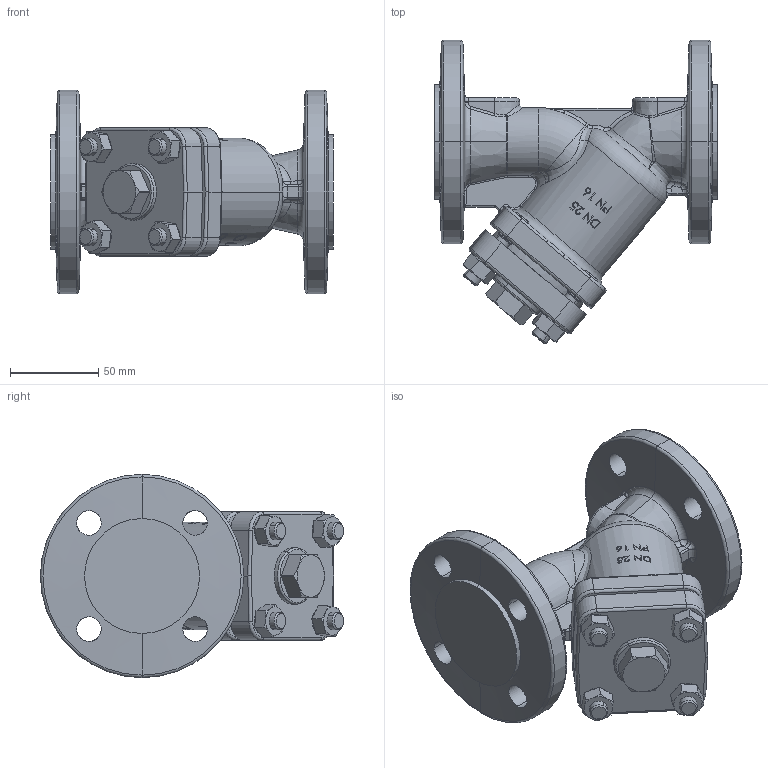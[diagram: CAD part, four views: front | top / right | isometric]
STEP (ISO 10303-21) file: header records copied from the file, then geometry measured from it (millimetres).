
FILE_DESCRIPTION (( 'STEP AP214' ), '1' );
FILE_NAME ('FP110-Y-Schmutzfänger-DN25-PN16-Fergo.STEP', '2022-11-14T13:09:23', ( '' ), ( '' ), 'SwSTEP 2.0', 'SolidWorks 2022', '' );
FILE_SCHEMA (( 'AUTOMOTIVE_DESIGN' ));
Length unit declared in the file: millimetre
Products named in the file (1): FP110-Y-Schmutzfänger-DN25-PN16-Fergo
Bounding box: 160 x 171.52 x 115 mm (x, y, z)
Volume: 801546.1 mm3; surface area: 98324 mm2
Topology: 1 solids, 1 shells, 510 faces, 1345 edges, 872 vertices
Faces by surface type: cylinder 173, plane 108, bspline 99, cone 66, torus 58, sphere 6
Entity records: 35474 total; most frequent: CARTESIAN_POINT 24031, ORIENTED_EDGE 2684, DIRECTION 1912, EDGE_CURVE 1342, VERTEX_POINT 872, AXIS2_PLACEMENT_3D 796, B_SPLINE_CURVE_WITH_KNOTS 629, EDGE_LOOP 564
